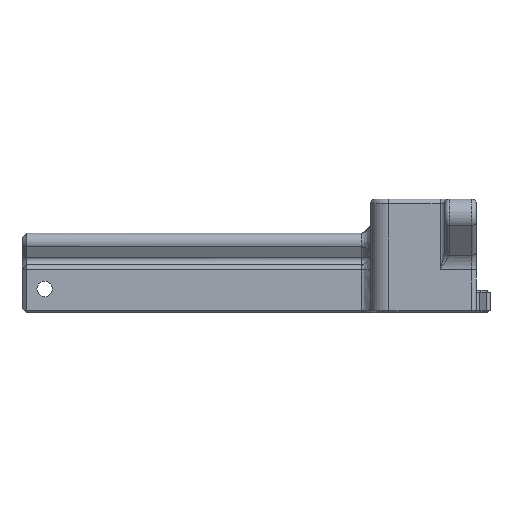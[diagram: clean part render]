
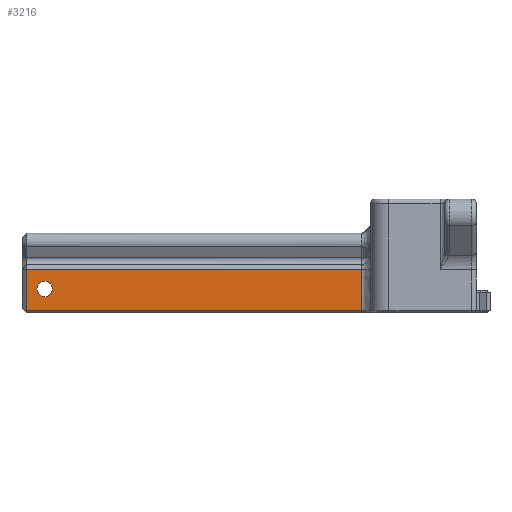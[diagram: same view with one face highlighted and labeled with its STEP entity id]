
A CAD part, front view. The second image highlights one B-rep face of the part: STEP entity #3216.
In plain terms, the highlighted planar face has unit normal (0, -1, 0).
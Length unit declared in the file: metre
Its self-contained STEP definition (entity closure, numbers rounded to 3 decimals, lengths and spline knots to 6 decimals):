
#166=B_SPLINE_CURVE_WITH_KNOTS('',3,(#5429,#5430,#5431,#5432),
 .UNSPECIFIED.,.F.,.F.,(4,4),(0.052237,1.),.UNSPECIFIED.);
#288=CIRCLE('',#3534,0.0017);
#767=ORIENTED_EDGE('',*,*,#1597,.F.);
#768=ORIENTED_EDGE('',*,*,#1594,.F.);
#769=ORIENTED_EDGE('',*,*,#1598,.T.);
#770=ORIENTED_EDGE('',*,*,#1599,.T.);
#771=ORIENTED_EDGE('',*,*,#1600,.T.);
#1594=EDGE_CURVE('',#2005,#2006,#2223,.T.);
#1597=EDGE_CURVE('',#2008,#2008,#288,.F.);
#1598=EDGE_CURVE('',#2005,#2009,#2224,.T.);
#1599=EDGE_CURVE('',#2009,#2010,#2225,.T.);
#1600=EDGE_CURVE('',#2010,#2006,#166,.T.);
#2005=VERTEX_POINT('',#5410);
#2006=VERTEX_POINT('',#5412);
#2008=VERTEX_POINT('',#5424);
#2009=VERTEX_POINT('',#5426);
#2010=VERTEX_POINT('',#5428);
#2223=LINE('',#5411,#2492);
#2224=LINE('',#5425,#2493);
#2225=LINE('',#5427,#2494);
#2492=VECTOR('',#4231,1.);
#2493=VECTOR('',#4236,1.);
#2494=VECTOR('',#4237,1.);
#2678=EDGE_LOOP('',(#767));
#2679=EDGE_LOOP('',(#768,#769,#770,#771));
#2909=FACE_BOUND('',#2678,.T.);
#2910=FACE_BOUND('',#2679,.T.);
#3093=PLANE('',#3533);
#3216=ADVANCED_FACE('',(#2909,#2910),#3093,.F.);
#3533=AXIS2_PLACEMENT_3D('',#5422,#4232,#4233);
#3534=AXIS2_PLACEMENT_3D('',#5423,#4234,#4235);
#4231=DIRECTION('',(1.,0.,0.));
#4232=DIRECTION('',(0.,1.,0.));
#4233=DIRECTION('',(0.,0.,1.));
#4234=DIRECTION('',(0.,1.,0.));
#4235=DIRECTION('',(0.,0.,1.));
#4236=DIRECTION('',(0.,0.,-1.));
#4237=DIRECTION('',(1.,0.,0.));
#5410=CARTESIAN_POINT('',(-0.099,-0.008,0.009572));
#5411=CARTESIAN_POINT('',(-0.1,-0.008,0.009572));
#5412=CARTESIAN_POINT('',(-0.02525,-0.008,0.009572));
#5422=CARTESIAN_POINT('',(-0.1,-0.008,0.004786));
#5423=CARTESIAN_POINT('',(-0.095,-0.008,0.00525));
#5424=CARTESIAN_POINT('',(-0.095,-0.008,0.00695));
#5425=CARTESIAN_POINT('',(-0.099,-0.008,0.004786));
#5426=CARTESIAN_POINT('',(-0.099,-0.008,0.0005));
#5427=CARTESIAN_POINT('',(-0.1,-0.008,0.0005));
#5428=CARTESIAN_POINT('',(-0.02525,-0.008,0.0005));
#5429=CARTESIAN_POINT('',(-0.02525,-0.008,0.0005));
#5430=CARTESIAN_POINT('',(-0.02525,-0.008,0.003524));
#5431=CARTESIAN_POINT('',(-0.02525,-0.008,0.006548));
#5432=CARTESIAN_POINT('',(-0.02525,-0.008,0.009572));
